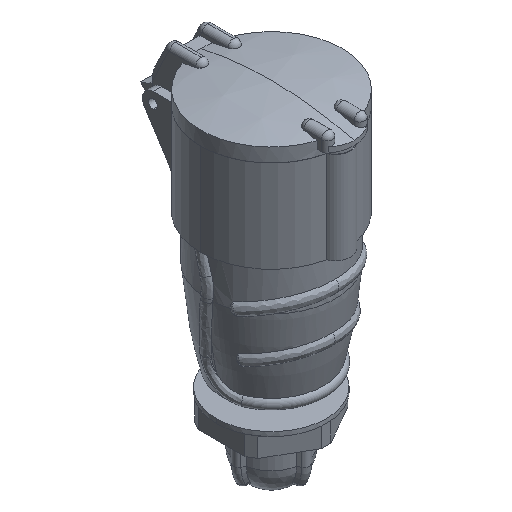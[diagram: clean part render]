
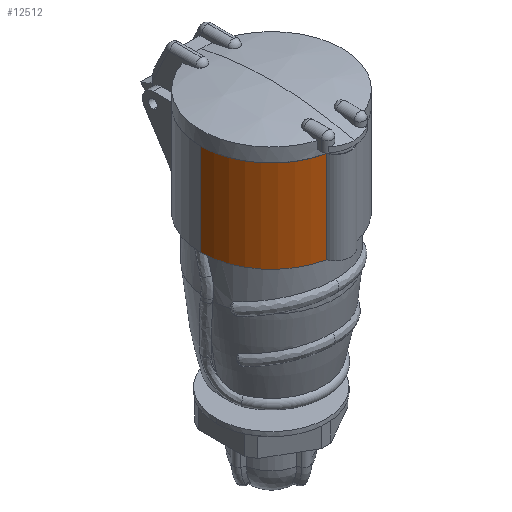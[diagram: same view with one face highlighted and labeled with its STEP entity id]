
A CAD part, isometric view. The second image highlights one B-rep face of the part: STEP entity #12512.
In plain terms, the highlighted cylindrical face has radius 32.65 mm (diameter 65.3 mm), a partial arc.
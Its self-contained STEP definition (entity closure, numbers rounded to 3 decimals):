
#343 = FACE_OUTER_BOUND ( 'NONE', #14599, .T. ) ;
#602 = CYLINDRICAL_SURFACE ( 'NONE', #25539, 32.65 ) ;
#942 = VECTOR ( 'NONE', #16916, 1000. ) ;
#998 = EDGE_CURVE ( 'NONE', #10816, #21550, #9122, .T. ) ;
#2188 = AXIS2_PLACEMENT_3D ( 'NONE', #6901, #18238, #21009 ) ;
#2375 = CARTESIAN_POINT ( 'NONE',  ( -6.543, -31.988, -5.6 ) ) ;
#2803 = VECTOR ( 'NONE', #19481, 1000. ) ;
#4336 = DIRECTION ( 'NONE',  ( -1., 0., 0. ) ) ;
#5596 = CIRCLE ( 'NONE', #2188, 32.65 ) ;
#5882 = EDGE_CURVE ( 'NONE', #14679, #9750, #12960, .T. ) ;
#5930 = DIRECTION ( 'NONE',  ( -1., 0., 0. ) ) ;
#6901 = CARTESIAN_POINT ( 'NONE',  ( 0., 0., -5.6 ) ) ;
#6973 = CARTESIAN_POINT ( 'NONE',  ( -32.65, 0., -5.6 ) ) ;
#7575 = ORIENTED_EDGE ( 'NONE', *, *, #5882, .T. ) ;
#7643 = ORIENTED_EDGE ( 'NONE', *, *, #22499, .F. ) ;
#8391 = CARTESIAN_POINT ( 'NONE',  ( -6.543, -31.988, 36.9 ) ) ;
#9122 = LINE ( 'NONE', #15235, #2803 ) ;
#9750 = VERTEX_POINT ( 'NONE', #6973 ) ;
#10184 = CARTESIAN_POINT ( 'NONE',  ( 0., 0., 36.9 ) ) ;
#10237 = CIRCLE ( 'NONE', #19990, 32.65 ) ;
#10816 = VERTEX_POINT ( 'NONE', #8391 ) ;
#12512 = ADVANCED_FACE ( 'NONE', ( #343 ), #602, .T. ) ;
#12960 = LINE ( 'NONE', #17181, #942 ) ;
#13919 = DIRECTION ( 'NONE',  ( 0., 0., -1. ) ) ;
#14599 = EDGE_LOOP ( 'NONE', ( #17135, #7575, #7643, #25493 ) ) ;
#14679 = VERTEX_POINT ( 'NONE', #22191 ) ;
#15235 = CARTESIAN_POINT ( 'NONE',  ( -6.543, -31.988, 15.65 ) ) ;
#16916 = DIRECTION ( 'NONE',  ( 0., 0., -1. ) ) ;
#17135 = ORIENTED_EDGE ( 'NONE', *, *, #19960, .T. ) ;
#17181 = CARTESIAN_POINT ( 'NONE',  ( -32.65, 0., 0. ) ) ;
#18238 = DIRECTION ( 'NONE',  ( 0., 0., -1. ) ) ;
#18441 = CARTESIAN_POINT ( 'NONE',  ( 0., 0., 0. ) ) ;
#19481 = DIRECTION ( 'NONE',  ( 0., 0., -1. ) ) ;
#19960 = EDGE_CURVE ( 'NONE', #10816, #14679, #10237, .T. ) ;
#19990 = AXIS2_PLACEMENT_3D ( 'NONE', #10184, #13919, #5930 ) ;
#20819 = DIRECTION ( 'NONE',  ( 0., 0., -1. ) ) ;
#21009 = DIRECTION ( 'NONE',  ( -1., 0., 0. ) ) ;
#21550 = VERTEX_POINT ( 'NONE', #2375 ) ;
#22191 = CARTESIAN_POINT ( 'NONE',  ( -32.65, 0., 36.9 ) ) ;
#22499 = EDGE_CURVE ( 'NONE', #21550, #9750, #5596, .T. ) ;
#25493 = ORIENTED_EDGE ( 'NONE', *, *, #998, .F. ) ;
#25539 = AXIS2_PLACEMENT_3D ( 'NONE', #18441, #20819, #4336 ) ;
